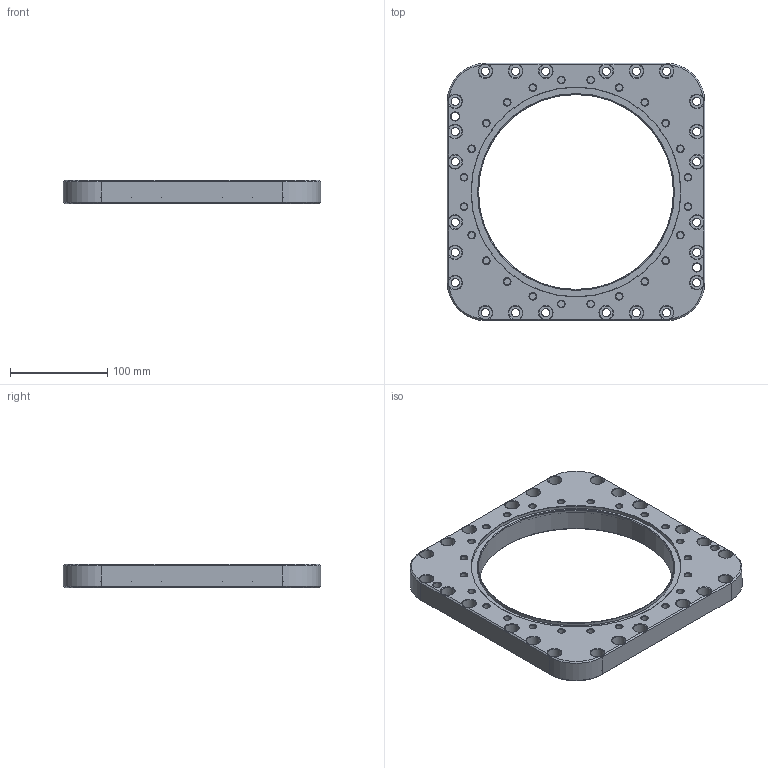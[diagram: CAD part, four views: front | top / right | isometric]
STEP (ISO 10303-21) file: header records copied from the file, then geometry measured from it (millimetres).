
FILE_DESCRIPTION(/* description */ (''),/* implementation_level */ '2;1');
FILE_NAME(/* name */ 'IR3_00000266_flangia_v2.stp',/* time_stamp */ '2025-07-02T12:23:10+02:00',/* author */ (''),/* organization */ (''),/* preprocessor_version */ 'ST-DEVELOPER v19.4',/* originating_system */ 'SIEMENS PLM Software NX2306.5001',/* authorisation */ '');
FILE_SCHEMA (('AUTOMOTIVE_DESIGN { 1 0 10303 214 3 1 1 1 }'));
Length unit declared in the file: millimetre
Products named in the file (1): IR3_00000266_flangia_v2_objects
Bounding box: 264 x 264 x 24.5 mm (x, y, z)
Volume: 794574.7 mm3; surface area: 145714.3 mm2
Topology: 1 solids, 1 shells, 239 faces, 577 edges, 366 vertices
Faces by surface type: cylinder 81, plane 64, cone 60, bspline 32, torus 2
Full cylindrical faces by diameter (mm): 6.8 x24, 8.4 x26, 14 x24, 200 x1, 202 x1, 215 x1
Entity records: 6858 total; most frequent: CARTESIAN_POINT 1948, DIRECTION 920, ORIENTED_EDGE 896, EDGE_CURVE 448, AXIS2_PLACEMENT_3D 432, EDGE_LOOP 426, VERTEX_POINT 344, FACE_BOUND 322
